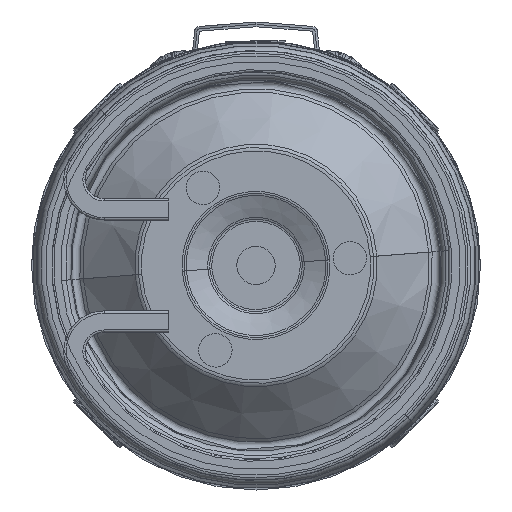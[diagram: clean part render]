
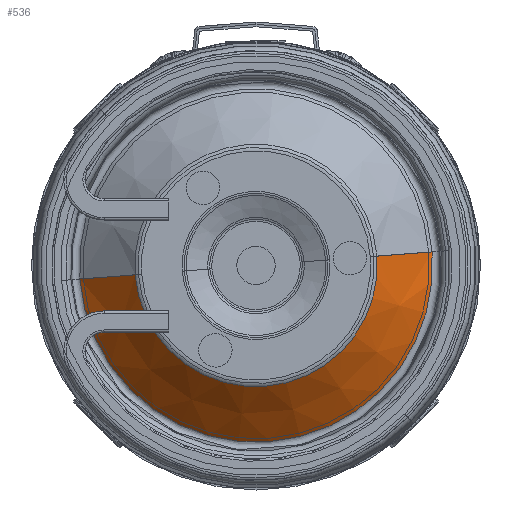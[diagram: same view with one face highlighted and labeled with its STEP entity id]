
A CAD part, front view. The second image highlights one B-rep face of the part: STEP entity #536.
In plain terms, the highlighted conical face has half-angle 46.546 degrees and reference radius 25.375 mm.
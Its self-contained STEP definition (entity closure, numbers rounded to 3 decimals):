
#536 = ADVANCED_FACE ( 'NONE', ( #27244 ), #12480, .T. ) ;
#1127 = DIRECTION ( 'NONE',  ( 0., 0., 1. ) ) ;
#1689 = CIRCLE ( 'NONE', #29180, 25.376 ) ;
#1952 = EDGE_LOOP ( 'NONE', ( #25176, #8722, #7392, #36889 ) ) ;
#4069 = CARTESIAN_POINT ( 'NONE',  ( 0., 0.548, 25.376 ) ) ;
#5526 = DIRECTION ( 'NONE',  ( 0., 1., 0. ) ) ;
#7392 = ORIENTED_EDGE ( 'NONE', *, *, #28098, .T. ) ;
#8304 = VERTEX_POINT ( 'NONE', #24478 ) ;
#8722 = ORIENTED_EDGE ( 'NONE', *, *, #20491, .T. ) ;
#9277 = EDGE_CURVE ( 'NONE', #39271, #33984, #24326, .T. ) ;
#9957 = AXIS2_PLACEMENT_3D ( 'NONE', #34572, #34769, #1127 ) ;
#12480 = CONICAL_SURFACE ( 'NONE', #20817, 25.376, 0.812 ) ;
#13844 = EDGE_CURVE ( 'NONE', #33984, #8304, #16864, .T. ) ;
#14298 = DIRECTION ( 'NONE',  ( 0., 0., 1. ) ) ;
#16052 = VERTEX_POINT ( 'NONE', #32086 ) ;
#16834 = LINE ( 'NONE', #4069, #22651 ) ;
#16864 = CIRCLE ( 'NONE', #9957, 36.962 ) ;
#17299 = CARTESIAN_POINT ( 'NONE',  ( 0., 0.548, 0. ) ) ;
#18028 = CARTESIAN_POINT ( 'NONE',  ( 0., 11.526, -36.962 ) ) ;
#20491 = EDGE_CURVE ( 'NONE', #39271, #16052, #1689, .T. ) ;
#20817 = AXIS2_PLACEMENT_3D ( 'NONE', #39277, #30838, #24415 ) ;
#22099 = DIRECTION ( 'NONE',  ( 0., 0.688, 0.726 ) ) ;
#22651 = VECTOR ( 'NONE', #22099, 1000. ) ;
#23320 = VECTOR ( 'NONE', #30568, 1000. ) ;
#23457 = CARTESIAN_POINT ( 'NONE',  ( 0., 0.548, -25.376 ) ) ;
#24326 = LINE ( 'NONE', #36576, #23320 ) ;
#24415 = DIRECTION ( 'NONE',  ( 0., 0., 1. ) ) ;
#24478 = CARTESIAN_POINT ( 'NONE',  ( 0., 11.526, 36.962 ) ) ;
#25176 = ORIENTED_EDGE ( 'NONE', *, *, #9277, .F. ) ;
#27244 = FACE_OUTER_BOUND ( 'NONE', #1952, .T. ) ;
#28098 = EDGE_CURVE ( 'NONE', #16052, #8304, #16834, .T. ) ;
#29180 = AXIS2_PLACEMENT_3D ( 'NONE', #17299, #5526, #14298 ) ;
#30568 = DIRECTION ( 'NONE',  ( 0., 0.688, -0.726 ) ) ;
#30838 = DIRECTION ( 'NONE',  ( 0., 1., 0. ) ) ;
#32086 = CARTESIAN_POINT ( 'NONE',  ( 0., 0.548, 25.376 ) ) ;
#33984 = VERTEX_POINT ( 'NONE', #18028 ) ;
#34572 = CARTESIAN_POINT ( 'NONE',  ( 0., 11.526, 0. ) ) ;
#34769 = DIRECTION ( 'NONE',  ( 0., 1., 0. ) ) ;
#36576 = CARTESIAN_POINT ( 'NONE',  ( 0., 0.548, -25.376 ) ) ;
#36889 = ORIENTED_EDGE ( 'NONE', *, *, #13844, .F. ) ;
#39271 = VERTEX_POINT ( 'NONE', #23457 ) ;
#39277 = CARTESIAN_POINT ( 'NONE',  ( 0., 0.548, 0. ) ) ;
